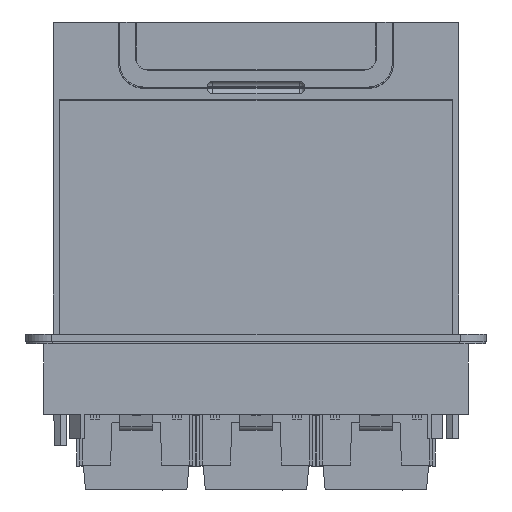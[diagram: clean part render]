
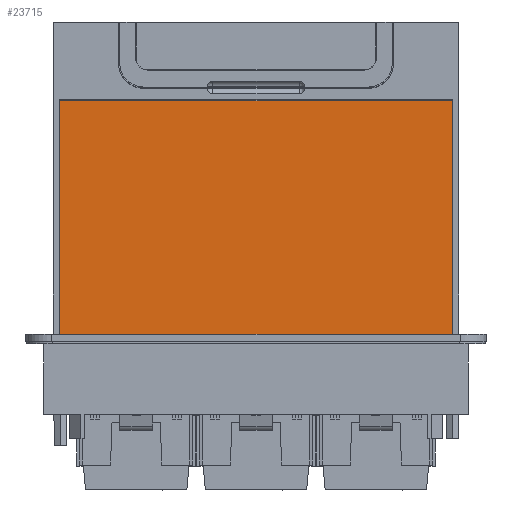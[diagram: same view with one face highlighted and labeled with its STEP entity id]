
A CAD part, front view. The second image highlights one B-rep face of the part: STEP entity #23715.
In plain terms, the highlighted face is planar.
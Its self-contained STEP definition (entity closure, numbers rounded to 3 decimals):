
#22701=CARTESIAN_POINT('Vertex',(54.933,-122.,5.1)) ;
#22704=CARTESIAN_POINT('Line Origine',(-22.77,-122.,5.1)) ;
#22708=CARTESIAN_POINT('Vertex',(-100.474,-122.,5.1)) ;
#22729=CARTESIAN_POINT('Line Origine',(-100.474,0.,5.1)) ;
#22733=CARTESIAN_POINT('Vertex',(-100.474,122.,5.1)) ;
#22753=CARTESIAN_POINT('Line Origine',(-22.77,122.,5.1)) ;
#22757=CARTESIAN_POINT('Vertex',(54.933,122.,5.1)) ;
#23692=CARTESIAN_POINT('Line Origine',(54.933,0.,5.1)) ;
#23704=CARTESIAN_POINT('Axis2P3D Location',(54.933,0.,5.1)) ;
#22705=DIRECTION('Vector Direction',(-1.,0.,0.)) ;
#22730=DIRECTION('Vector Direction',(0.,-1.,0.)) ;
#22754=DIRECTION('Vector Direction',(-1.,0.,0.)) ;
#23693=DIRECTION('Vector Direction',(0.,1.,0.)) ;
#23705=DIRECTION('Axis2P3D Direction',(0.,0.,1.)) ;
#23706=DIRECTION('Axis2P3D XDirection',(-1.,0.,0.)) ;
#23707=AXIS2_PLACEMENT_3D('Plane Axis2P3D',#23704,#23705,#23706) ;
#23710=ORIENTED_EDGE('',*,*,#23696,.F.) ;
#23711=ORIENTED_EDGE('',*,*,#22759,.T.) ;
#23712=ORIENTED_EDGE('',*,*,#22735,.T.) ;
#23713=ORIENTED_EDGE('',*,*,#22710,.F.) ;
#22706=VECTOR('Line Direction',#22705,1.) ;
#22731=VECTOR('Line Direction',#22730,1.) ;
#22755=VECTOR('Line Direction',#22754,1.) ;
#23694=VECTOR('Line Direction',#23693,1.) ;
#23715=ADVANCED_FACE('Corps de pi\X2\00E8\X0\ce.1',(#23714),#23708,.T.) ;
#22710=EDGE_CURVE('',#22702,#22709,#22707,.T.) ;
#22735=EDGE_CURVE('',#22734,#22709,#22732,.T.) ;
#22759=EDGE_CURVE('',#22758,#22734,#22756,.T.) ;
#23696=EDGE_CURVE('',#22758,#22702,#23695,.F.) ;
#23709=EDGE_LOOP('',(#23710,#23711,#23712,#23713)) ;
#23714=FACE_OUTER_BOUND('',#23709,.T.) ;
#22707=LINE('Line',#22704,#22706) ;
#22732=LINE('Line',#22729,#22731) ;
#22756=LINE('Line',#22753,#22755) ;
#23695=LINE('Line',#23692,#23694) ;
#23708=PLANE('',#23707) ;
#22702=VERTEX_POINT('',#22701) ;
#22709=VERTEX_POINT('',#22708) ;
#22734=VERTEX_POINT('',#22733) ;
#22758=VERTEX_POINT('',#22757) ;
